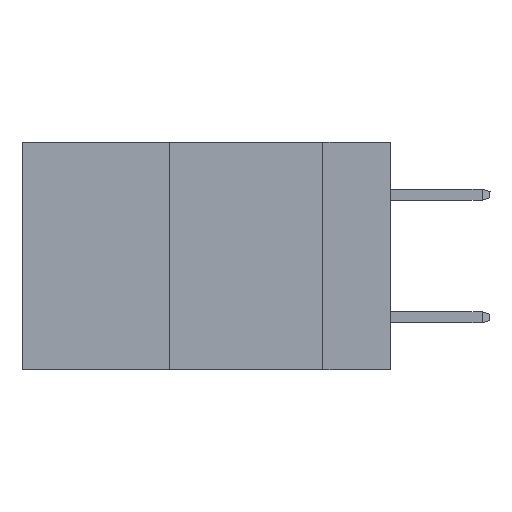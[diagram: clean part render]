
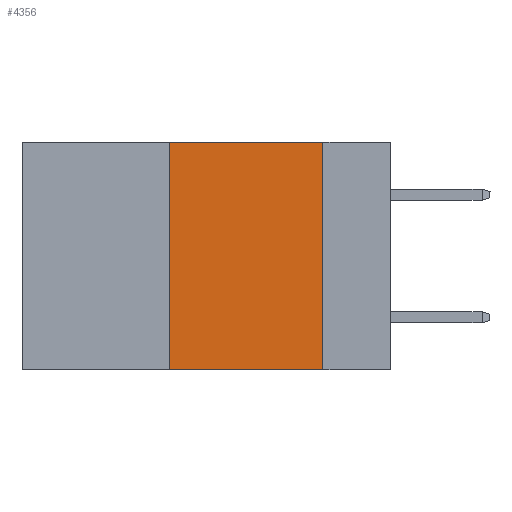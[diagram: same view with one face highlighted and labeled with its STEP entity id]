
A CAD part, left-side view. The second image highlights one B-rep face of the part: STEP entity #4356.
In plain terms, the highlighted planar face has unit normal (-1, 0, 0).
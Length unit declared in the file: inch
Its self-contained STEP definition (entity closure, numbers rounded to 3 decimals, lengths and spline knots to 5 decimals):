
#882 = EDGE_CURVE ( 'NONE', #4898, #7881, #12539, .T. ) ;
#2029 = LINE ( 'NONE', #5988, #10384 ) ;
#2263 = DIRECTION ( 'NONE',  ( 0., -1., 0. ) ) ;
#2677 = ORIENTED_EDGE ( 'NONE', *, *, #3486, .F. ) ;
#2691 = DIRECTION ( 'NONE',  ( 1., 0., 0. ) ) ;
#3270 = CARTESIAN_POINT ( 'NONE',  ( 0., 0.6, -0.37 ) ) ;
#3486 = EDGE_CURVE ( 'NONE', #4992, #7815, #2029, .T. ) ;
#4231 = LINE ( 'NONE', #7067, #9340 ) ;
#4356 = ADVANCED_FACE ( 'NONE', ( #9512 ), #6072, .F. ) ;
#4898 = VERTEX_POINT ( 'NONE', #6943 ) ;
#4992 = VERTEX_POINT ( 'NONE', #7197 ) ;
#5038 = DIRECTION ( 'NONE',  ( 0., 0., -1. ) ) ;
#5500 = DIRECTION ( 'NONE',  ( 0., 0., -1. ) ) ;
#5988 = CARTESIAN_POINT ( 'NONE',  ( 0., 0.36, 0. ) ) ;
#6072 = PLANE ( 'NONE',  #12342 ) ;
#6126 = CARTESIAN_POINT ( 'NONE',  ( 0., 0.6, 0. ) ) ;
#6448 = CARTESIAN_POINT ( 'NONE',  ( 0., 0.36, 0. ) ) ;
#6813 = CARTESIAN_POINT ( 'NONE',  ( 0., 0.11, -0.37 ) ) ;
#6943 = CARTESIAN_POINT ( 'NONE',  ( 0., 0.11, 0. ) ) ;
#7067 = CARTESIAN_POINT ( 'NONE',  ( 0., 0.6, 0. ) ) ;
#7197 = CARTESIAN_POINT ( 'NONE',  ( 0., 0.36, -0.37 ) ) ;
#7598 = ORIENTED_EDGE ( 'NONE', *, *, #12033, .T. ) ;
#7731 = VECTOR ( 'NONE', #2263, 39.37008 ) ;
#7815 = VERTEX_POINT ( 'NONE', #6448 ) ;
#7881 = VERTEX_POINT ( 'NONE', #6813 ) ;
#8161 = DIRECTION ( 'NONE',  ( 0., 0., 1. ) ) ;
#9061 = ORIENTED_EDGE ( 'NONE', *, *, #882, .F. ) ;
#9340 = VECTOR ( 'NONE', #12467, 39.37008 ) ;
#9512 = FACE_OUTER_BOUND ( 'NONE', #10600, .T. ) ;
#10079 = LINE ( 'NONE', #3270, #7731 ) ;
#10384 = VECTOR ( 'NONE', #8161, 39.37008 ) ;
#10600 = EDGE_LOOP ( 'NONE', ( #9061, #12384, #2677, #7598 ) ) ;
#12033 = EDGE_CURVE ( 'NONE', #4992, #7881, #10079, .T. ) ;
#12342 = AXIS2_PLACEMENT_3D ( 'NONE', #6126, #2691, #5038 ) ;
#12384 = ORIENTED_EDGE ( 'NONE', *, *, #13803, .F. ) ;
#12467 = DIRECTION ( 'NONE',  ( 0., -1., 0. ) ) ;
#12539 = LINE ( 'NONE', #14219, #13741 ) ;
#13741 = VECTOR ( 'NONE', #5500, 39.37008 ) ;
#13803 = EDGE_CURVE ( 'NONE', #7815, #4898, #4231, .T. ) ;
#14219 = CARTESIAN_POINT ( 'NONE',  ( 0., 0.11, 0. ) ) ;
